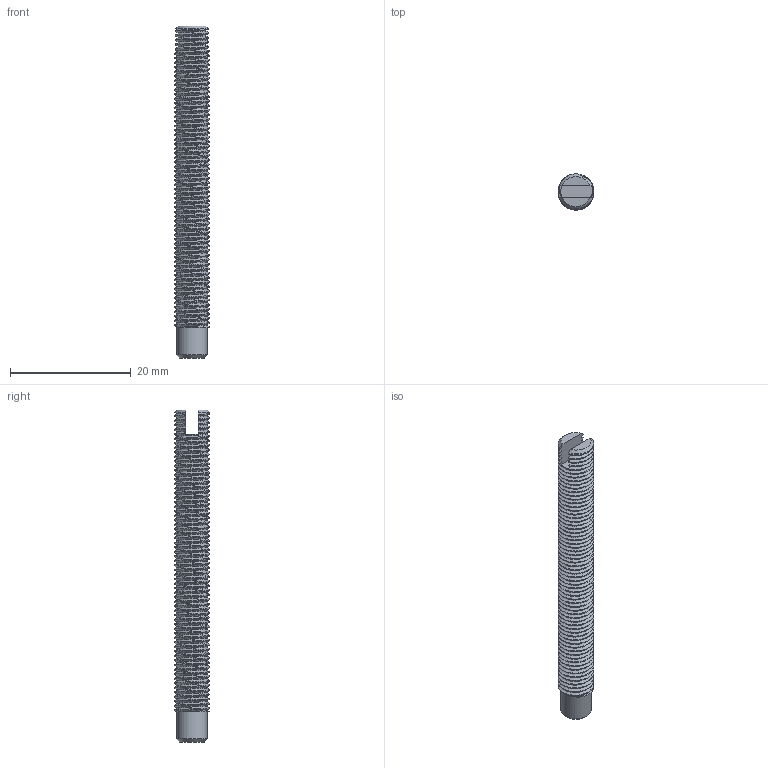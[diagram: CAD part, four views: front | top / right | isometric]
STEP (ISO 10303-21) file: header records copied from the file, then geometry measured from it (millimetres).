
FILE_DESCRIPTION(/* description */ (''),/* implementation_level */ '2;1');
FILE_NAME(/* name */ 'Vis M6x0,75 v2.step',/* time_stamp */ '2020-05-23T18:33:15+02:00',/* author */ (''),/* organization */ (''),/* preprocessor_version */ 'ST-DEVELOPER v18.1',/* originating_system */ 'Autodesk Translation Framework v9.3.0.1241',/* authorisation */ '');
FILE_SCHEMA (('AUTOMOTIVE_DESIGN { 1 0 10303 214 3 1 1 }'));
Length unit declared in the file: millimetre
Products named in the file (1): Vis M6x0,75
Bounding box: 5.92 x 5.92 x 55 mm (x, y, z)
Volume: 1225.1 mm3; surface area: 1559.5 mm2
Topology: 1 solids, 1 shells, 177 faces, 520 edges, 346 vertices
Faces by surface type: cylinder 145, bspline 20, plane 9, cone 3
Full cylindrical faces by diameter (mm): 5 x1, 5.048 x30, 5.908 x40
Entity records: 13731 total; most frequent: CARTESIAN_POINT 9707, ORIENTED_EDGE 1040, EDGE_CURVE 520, DIRECTION 513, VERTEX_POINT 346, B_SPLINE_CURVE_WITH_KNOTS 332, EDGE_LOOP 178, FACE_OUTER_BOUND 177
